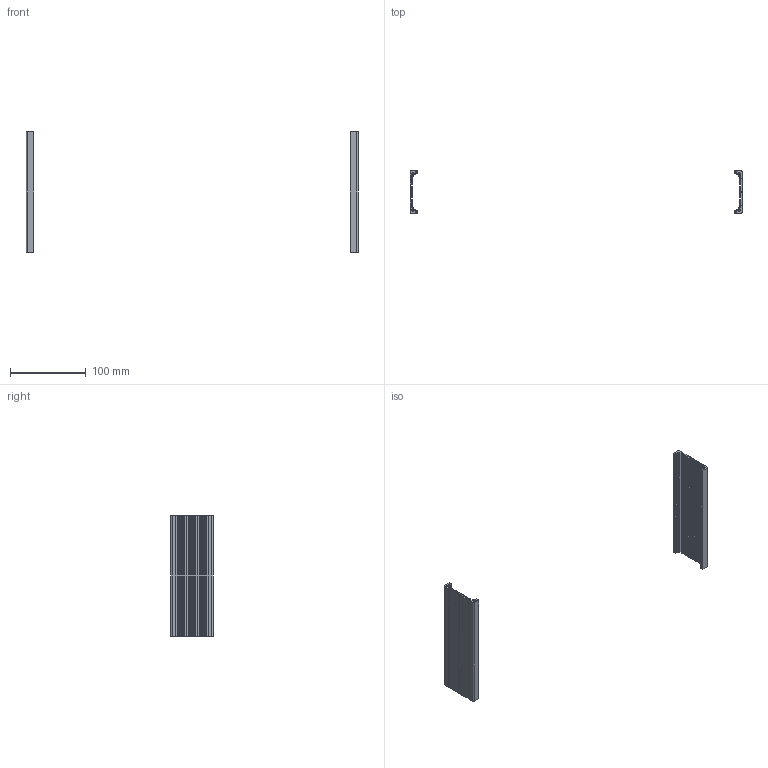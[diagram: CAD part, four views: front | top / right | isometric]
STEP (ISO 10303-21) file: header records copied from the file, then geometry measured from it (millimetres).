
FILE_DESCRIPTION(/* description */ ('Alibre Inc.'),/* implementation_level */ '2;1');
FILE_NAME(/* name */ 'export0',/* time_stamp */ '2013-09-01T08:45:18-04:00',/* author */ (''),/* organization */ (''),/* preprocessor_version */ 'ST-DEVELOPER v14',/* originating_system */ 'Alibre',/* authorisation */ '');
FILE_SCHEMA (('AUTOMOTIVE_DESIGN'));
Length unit declared in the file: inch
Bounding box: 439.58 x 56 x 160.02 mm (x, y, z)
Volume: 57267.6 mm3; surface area: 77017.5 mm2
Topology: 2 solids, 2 shells, 236 faces, 696 edges, 464 vertices
Faces by surface type: plane 232, cylinder 4
Entity records: 3793 total; most frequent: CARTESIAN_POINT 702, ORIENTED_EDGE 696, DIRECTION 480, EDGE_CURVE 348, VECTOR 344, LINE 344, VERTEX_POINT 232, AXIS2_PLACEMENT_3D 126
